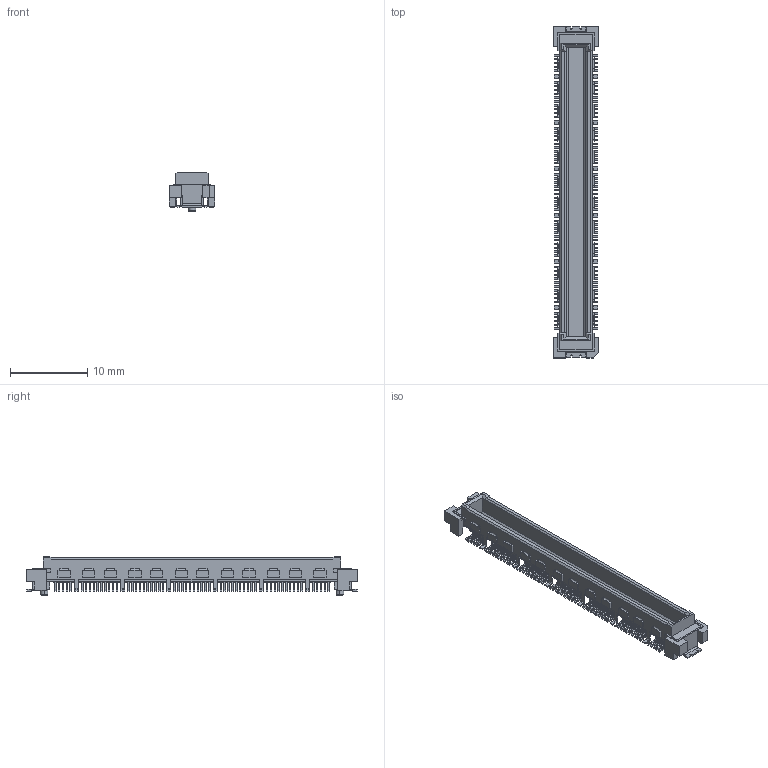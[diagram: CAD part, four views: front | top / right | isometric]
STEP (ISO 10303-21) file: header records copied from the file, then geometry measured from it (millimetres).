
FILE_DESCRIPTION(('OneSpaceDesigner STEP Export'),'2;1');
FILE_NAME('FX10A-120P12-SV1.stp','2007-12-17T17:28:22',(''),(''),'OneSpace Designer STEP processor for AP214 (Solid Model)','OneSpace Modeling 15.00A 14-Mar-2007 (C) CoCreate Software GmbH','');
FILE_SCHEMA(('AUTOMOTIVE_DESIGN { 1 0 10303 214 1 1 1 1 }'));
Products named in the file (2): FX10A-120P12-SV1
Assembly tree (1 placements, depth 2):
  FX10A-120P12-SV1
    FX10A-120P12-SV1
Bounding box: 5.9 x 43.1 x 5.1 mm (x, y, z)
Volume: 341.4 mm3; surface area: 1203.4 mm2
Topology: 1 solids, 1 shells, 2062 faces, 5681 edges, 3770 vertices
Faces by surface type: plane 1763, cylinder 295, cone 4
Entity records: 64288 total; most frequent: CARTESIAN_POINT 11415, ORIENTED_EDGE 11362, DIRECTION 10243, EDGE_CURVE 5681, VECTOR 5047, LINE 5047, VERTEX_POINT 3770, AXIS2_PLACEMENT_3D 2598
